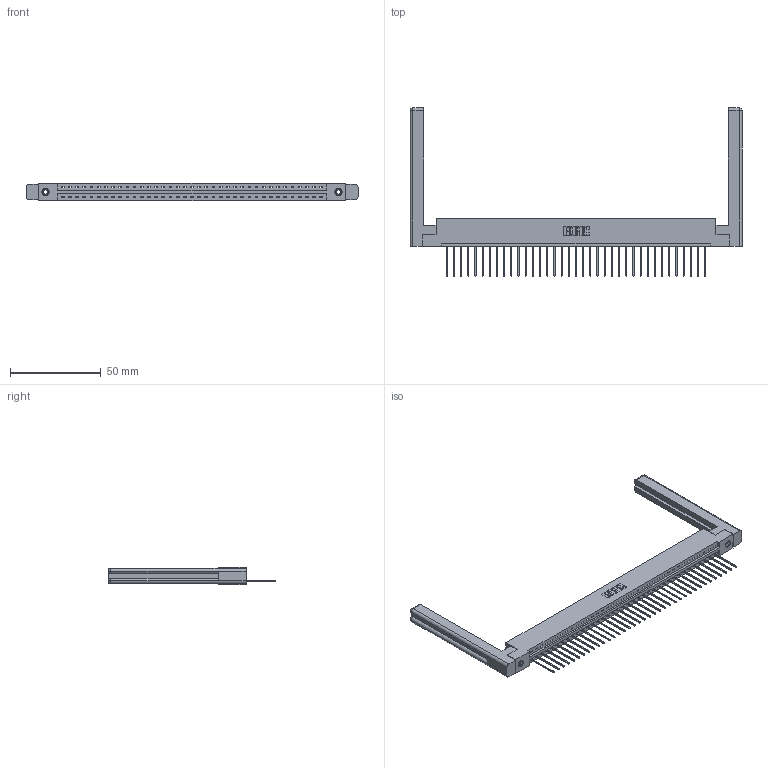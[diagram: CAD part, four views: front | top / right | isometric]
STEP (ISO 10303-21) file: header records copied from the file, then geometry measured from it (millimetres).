
FILE_DESCRIPTION (( 'STEP AP203' ), '1' );
FILE_NAME ('387-037-542-158.STEP', '2019-10-04T14:55:48', ( '' ), ( '' ), 'SwSTEP 2.0', 'SolidWorks 2016', '' );
FILE_SCHEMA (( 'CONFIG_CONTROL_DESIGN' ));
Length unit declared in the file: inch
Products named in the file (5): 345-292-001_345-293-142; 387-037-542-158; 345-250-001_345-250-001-102; 337 Part_Flush Mounting Lugs - 0.156 Dia-TI; 307-220-058
Assembly tree (42 placements, depth 2):
  387-037-542-158
    337 Part_Flush Mounting Lugs - 0.156 Dia-TI
    345-292-001_345-293-142  x37
    345-250-001_345-250-001-102  x2
    307-220-058  x2
Bounding box: 183.24 x 92.72 x 9.4 mm (x, y, z)
Volume: 26226.2 mm3; surface area: 25426.6 mm2
Topology: 42 solids, 42 shells, 2550 faces, 7621 edges, 5018 vertices
Faces by surface type: plane 1856, cylinder 670, cone 12, torus 12
Entity records: 30802 total; most frequent: CARTESIAN_POINT 5364, ORIENTED_EDGE 5276, DIRECTION 4544, EDGE_CURVE 2638, VECTOR 2462, LINE 2462, VERTEX_POINT 1750, AXIS2_PLACEMENT_3D 1041
